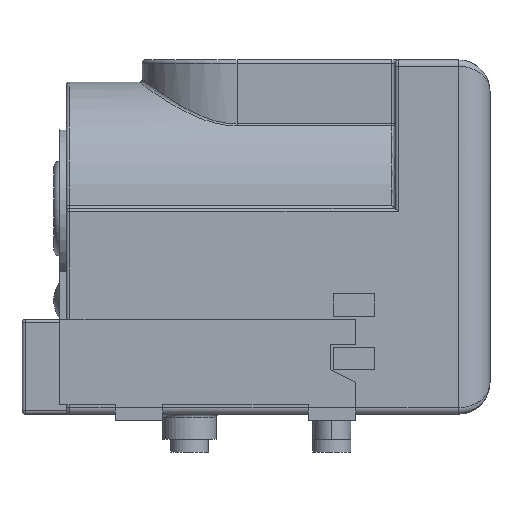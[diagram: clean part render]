
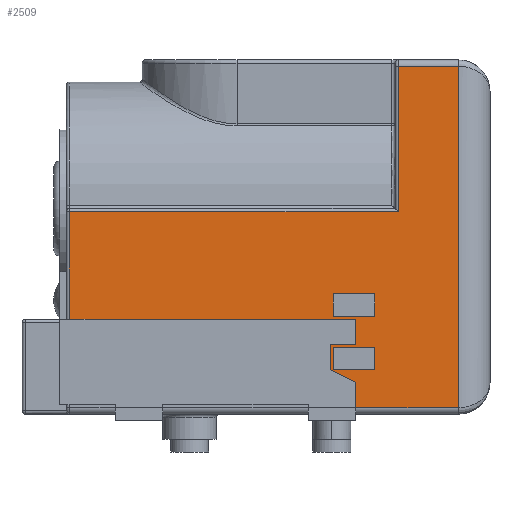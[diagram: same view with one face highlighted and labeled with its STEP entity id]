
A CAD part, front view. The second image highlights one B-rep face of the part: STEP entity #2509.
In plain terms, the highlighted planar face has unit normal (0, -1, 0).
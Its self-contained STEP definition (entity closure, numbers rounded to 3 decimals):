
#32=FACE_BOUND('',#371,.T.);
#33=FACE_BOUND('',#372,.T.);
#216=FACE_OUTER_BOUND('',#370,.T.);
#370=EDGE_LOOP('',(#1839,#1840,#1841,#1842,#1843,#1844,#1845,#1846,#1847,
#1848,#1849,#1850));
#371=EDGE_LOOP('',(#1851,#1852,#1853,#1854));
#372=EDGE_LOOP('',(#1855,#1856,#1857,#1858));
#613=LINE('',#3703,#845);
#667=LINE('',#3889,#899);
#671=LINE('',#3897,#903);
#674=LINE('',#3903,#906);
#677=LINE('',#3908,#909);
#679=LINE('',#3913,#911);
#680=LINE('',#3915,#912);
#681=LINE('',#3917,#913);
#682=LINE('',#3919,#914);
#683=LINE('',#3921,#915);
#684=LINE('',#3922,#916);
#685=LINE('',#3924,#917);
#686=LINE('',#3926,#918);
#687=LINE('',#3928,#919);
#688=LINE('',#3930,#920);
#689=LINE('',#3931,#921);
#690=LINE('',#3934,#922);
#691=LINE('',#3936,#923);
#692=LINE('',#3938,#924);
#693=LINE('',#3939,#925);
#845=VECTOR('',#2937,10.);
#899=VECTOR('',#3117,10.);
#903=VECTOR('',#3123,10.);
#906=VECTOR('',#3128,10.);
#909=VECTOR('',#3133,10.);
#911=VECTOR('',#3139,10.);
#912=VECTOR('',#3140,1000.);
#913=VECTOR('',#3141,1000.);
#914=VECTOR('',#3142,10.);
#915=VECTOR('',#3143,10.);
#916=VECTOR('',#3144,10.);
#917=VECTOR('',#3145,10.);
#918=VECTOR('',#3146,10.);
#919=VECTOR('',#3147,10.);
#920=VECTOR('',#3148,10.);
#921=VECTOR('',#3149,10.);
#922=VECTOR('',#3150,1000.);
#923=VECTOR('',#3151,1000.);
#924=VECTOR('',#3152,1000.);
#925=VECTOR('',#3153,1000.);
#1084=VERTEX_POINT('',#3700);
#1085=VERTEX_POINT('',#3702);
#1133=VERTEX_POINT('',#3878);
#1135=VERTEX_POINT('',#3887);
#1136=VERTEX_POINT('',#3888);
#1139=VERTEX_POINT('',#3896);
#1141=VERTEX_POINT('',#3902);
#1143=VERTEX_POINT('',#3912);
#1144=VERTEX_POINT('',#3914);
#1145=VERTEX_POINT('',#3916);
#1146=VERTEX_POINT('',#3918);
#1147=VERTEX_POINT('',#3920);
#1148=VERTEX_POINT('',#3923);
#1149=VERTEX_POINT('',#3925);
#1150=VERTEX_POINT('',#3927);
#1151=VERTEX_POINT('',#3929);
#1152=VERTEX_POINT('',#3932);
#1153=VERTEX_POINT('',#3933);
#1154=VERTEX_POINT('',#3935);
#1155=VERTEX_POINT('',#3937);
#1310=EDGE_CURVE('',#1084,#1085,#613,.T.);
#1394=EDGE_CURVE('',#1135,#1136,#667,.T.);
#1398=EDGE_CURVE('',#1139,#1135,#671,.T.);
#1401=EDGE_CURVE('',#1141,#1139,#674,.T.);
#1404=EDGE_CURVE('',#1136,#1141,#677,.T.);
#1406=EDGE_CURVE('',#1133,#1143,#679,.T.);
#1407=EDGE_CURVE('',#1133,#1144,#680,.T.);
#1408=EDGE_CURVE('',#1144,#1145,#681,.T.);
#1409=EDGE_CURVE('',#1146,#1145,#682,.T.);
#1410=EDGE_CURVE('',#1147,#1146,#683,.T.);
#1411=EDGE_CURVE('',#1085,#1147,#684,.T.);
#1412=EDGE_CURVE('',#1148,#1084,#685,.T.);
#1413=EDGE_CURVE('',#1149,#1148,#686,.T.);
#1414=EDGE_CURVE('',#1150,#1149,#687,.T.);
#1415=EDGE_CURVE('',#1151,#1150,#688,.T.);
#1416=EDGE_CURVE('',#1143,#1151,#689,.T.);
#1417=EDGE_CURVE('',#1152,#1153,#690,.T.);
#1418=EDGE_CURVE('',#1154,#1152,#691,.T.);
#1419=EDGE_CURVE('',#1155,#1154,#692,.T.);
#1420=EDGE_CURVE('',#1153,#1155,#693,.T.);
#1839=ORIENTED_EDGE('',*,*,#1406,.F.);
#1840=ORIENTED_EDGE('',*,*,#1407,.T.);
#1841=ORIENTED_EDGE('',*,*,#1408,.T.);
#1842=ORIENTED_EDGE('',*,*,#1409,.F.);
#1843=ORIENTED_EDGE('',*,*,#1410,.F.);
#1844=ORIENTED_EDGE('',*,*,#1411,.F.);
#1845=ORIENTED_EDGE('',*,*,#1310,.F.);
#1846=ORIENTED_EDGE('',*,*,#1412,.F.);
#1847=ORIENTED_EDGE('',*,*,#1413,.F.);
#1848=ORIENTED_EDGE('',*,*,#1414,.F.);
#1849=ORIENTED_EDGE('',*,*,#1415,.F.);
#1850=ORIENTED_EDGE('',*,*,#1416,.F.);
#1851=ORIENTED_EDGE('',*,*,#1394,.T.);
#1852=ORIENTED_EDGE('',*,*,#1404,.T.);
#1853=ORIENTED_EDGE('',*,*,#1401,.T.);
#1854=ORIENTED_EDGE('',*,*,#1398,.T.);
#1855=ORIENTED_EDGE('',*,*,#1417,.F.);
#1856=ORIENTED_EDGE('',*,*,#1418,.F.);
#1857=ORIENTED_EDGE('',*,*,#1419,.F.);
#1858=ORIENTED_EDGE('',*,*,#1420,.F.);
#2409=PLANE('',#2714);
#2509=ADVANCED_FACE('',(#216,#32,#33),#2409,.T.);
#2714=AXIS2_PLACEMENT_3D('',#3911,#3137,#3138);
#2937=DIRECTION('',(0.,0.,1.));
#3117=DIRECTION('',(0.,0.,-1.));
#3123=DIRECTION('',(1.,0.,0.));
#3128=DIRECTION('',(0.,0.,1.));
#3133=DIRECTION('',(-1.,0.,0.));
#3137=DIRECTION('center_axis',(0.,-1.,0.));
#3138=DIRECTION('ref_axis',(0.,0.,
-1.));
#3139=DIRECTION('',(0.,0.,1.));
#3140=DIRECTION('',(1.,0.,0.));
#3141=DIRECTION('',(0.,0.,1.));
#3142=DIRECTION('',(1.,0.,0.));
#3143=DIRECTION('',(0.,0.,1.));
#3144=DIRECTION('',(1.,0.,0.));
#3145=DIRECTION('',(-1.,0.,0.));
#3146=DIRECTION('',(0.,0.,1.));
#3147=DIRECTION('',(1.,0.,0.));
#3148=DIRECTION('',(0.,0.,1.));
#3149=DIRECTION('',(-0.894,0.,0.447));
#3150=DIRECTION('',(0.,0.,1.));
#3151=DIRECTION('',(1.,0.,0.));
#3152=DIRECTION('',(0.,0.,-1.));
#3153=DIRECTION('',(-1.,0.,0.));
#3700=CARTESIAN_POINT('',(-5.9,-4.5,3.2));
#3702=CARTESIAN_POINT('',(-5.9,-4.5,6.6));
#3703=CARTESIAN_POINT('',(-5.9,-4.5,3.45));
#3878=CARTESIAN_POINT('',(3.15,-4.5,0.4));
#3887=CARTESIAN_POINT('',(3.75,-4.5,2.3));
#3888=CARTESIAN_POINT('',(3.75,-4.5,1.6));
#3889=CARTESIAN_POINT('',(3.75,-4.5,6.75));
#3896=CARTESIAN_POINT('',(2.45,-4.5,2.3));
#3897=CARTESIAN_POINT('',(-0.375,-4.5,2.3));
#3902=CARTESIAN_POINT('',(2.45,-4.5,1.6));
#3903=CARTESIAN_POINT('',(2.45,-4.5,6.75));
#3908=CARTESIAN_POINT('',(-0.375,-4.5,1.6));
#3911=CARTESIAN_POINT('Origin',(-4.5,-4.5,11.2));
#3912=CARTESIAN_POINT('',(3.15,-4.5,1.2));
#3913=CARTESIAN_POINT('',(3.15,-4.5,5.8));
#3914=CARTESIAN_POINT('',(6.4,-4.5,0.4));
#3915=CARTESIAN_POINT('',(-4.5,-4.5,0.4));
#3916=CARTESIAN_POINT('',(6.4,-4.5,11.2));
#3917=CARTESIAN_POINT('',(6.4,-4.5,11.2));
#3918=CARTESIAN_POINT('',(4.5,-4.5,11.2));
#3919=CARTESIAN_POINT('',(-4.5,-4.5,11.2));
#3920=CARTESIAN_POINT('',(4.5,-4.5,6.6));
#3921=CARTESIAN_POINT('',(4.5,-4.5,8.95));
#3922=CARTESIAN_POINT('',(-6.,-4.5,6.6));
#3923=CARTESIAN_POINT('',(3.15,-4.5,3.2));
#3924=CARTESIAN_POINT('',(-0.675,-4.5,3.2));
#3925=CARTESIAN_POINT('',(3.15,-4.5,2.4));
#3926=CARTESIAN_POINT('',(3.15,-4.5,6.8));
#3927=CARTESIAN_POINT('',(2.35,-4.5,2.4));
#3928=CARTESIAN_POINT('',(-1.075,-4.5,2.4));
#3929=CARTESIAN_POINT('',(2.35,-4.5,1.6));
#3930=CARTESIAN_POINT('',(2.35,-4.5,6.4));
#3931=CARTESIAN_POINT('',(-1.91,-4.5,3.73));
#3932=CARTESIAN_POINT('',(3.75,-4.5,3.3));
#3933=CARTESIAN_POINT('',(3.75,-4.5,4.));
#3934=CARTESIAN_POINT('',(3.75,-4.5,4.));
#3935=CARTESIAN_POINT('',(2.45,-4.5,3.3));
#3936=CARTESIAN_POINT('',(3.75,-4.5,3.3));
#3937=CARTESIAN_POINT('',(2.45,-4.5,4.));
#3938=CARTESIAN_POINT('',(2.45,-4.5,4.));
#3939=CARTESIAN_POINT('',(3.75,-4.5,4.));
